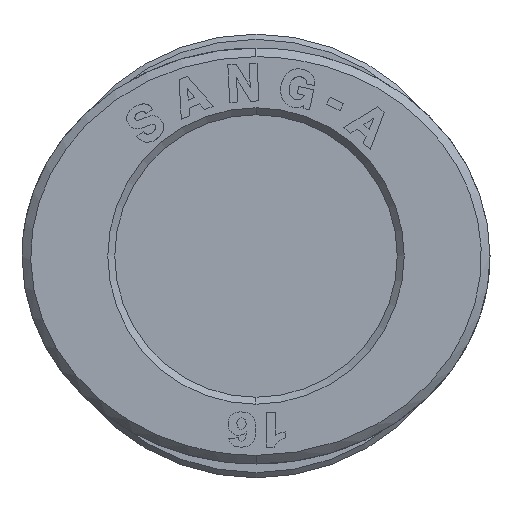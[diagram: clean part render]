
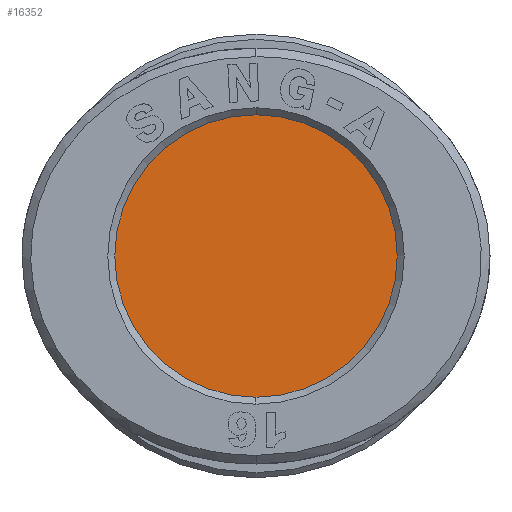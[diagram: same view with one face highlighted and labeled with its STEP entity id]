
A CAD part, left-side view. The second image highlights one B-rep face of the part: STEP entity #16352.
In plain terms, the highlighted planar face has unit normal (-1, 0, 0).
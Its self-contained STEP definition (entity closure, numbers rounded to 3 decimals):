
#93 = FACE_OUTER_BOUND ( 'NONE', #16464, .T. ) ;
#1044 = DIRECTION ( 'NONE',  ( -1., 0., 0. ) ) ;
#2190 = VERTEX_POINT ( 'NONE', #2220 ) ;
#2220 = CARTESIAN_POINT ( 'NONE',  ( -8.5, 0., 8.15 ) ) ;
#2485 = AXIS2_PLACEMENT_3D ( 'NONE', #5173, #1044, #6566 ) ;
#2810 = AXIS2_PLACEMENT_3D ( 'NONE', #8094, #5280, #17913 ) ;
#2819 = DIRECTION ( 'NONE',  ( 0., 0., 1. ) ) ;
#3736 = EDGE_CURVE ( 'NONE', #2190, #11949, #7857, .T. ) ;
#4499 = DIRECTION ( 'NONE',  ( -1., 0., 0. ) ) ;
#5173 = CARTESIAN_POINT ( 'NONE',  ( -8.5, 0., 0. ) ) ;
#5280 = DIRECTION ( 'NONE',  ( -1., 0., 0. ) ) ;
#5290 = EDGE_CURVE ( 'NONE', #11949, #2190, #9146, .T. ) ;
#6566 = DIRECTION ( 'NONE',  ( 0., 0., -1. ) ) ;
#7857 = CIRCLE ( 'NONE', #2810, 8.15 ) ;
#8094 = CARTESIAN_POINT ( 'NONE',  ( -8.5, 0., 0. ) ) ;
#8173 = ORIENTED_EDGE ( 'NONE', *, *, #3736, .T. ) ;
#8552 = CARTESIAN_POINT ( 'NONE',  ( -8.5, 0., 4.075 ) ) ;
#9146 = CIRCLE ( 'NONE', #2485, 8.15 ) ;
#10973 = AXIS2_PLACEMENT_3D ( 'NONE', #8552, #4499, #2819 ) ;
#11503 = PLANE ( 'NONE',  #10973 ) ;
#11813 = CARTESIAN_POINT ( 'NONE',  ( -8.5, 0., -8.15 ) ) ;
#11949 = VERTEX_POINT ( 'NONE', #11813 ) ;
#14838 = ORIENTED_EDGE ( 'NONE', *, *, #5290, .T. ) ;
#16352 = ADVANCED_FACE ( 'NONE', ( #93 ), #11503, .T. ) ;
#16464 = EDGE_LOOP ( 'NONE', ( #14838, #8173 ) ) ;
#17913 = DIRECTION ( 'NONE',  ( 0., 0., -1. ) ) ;
